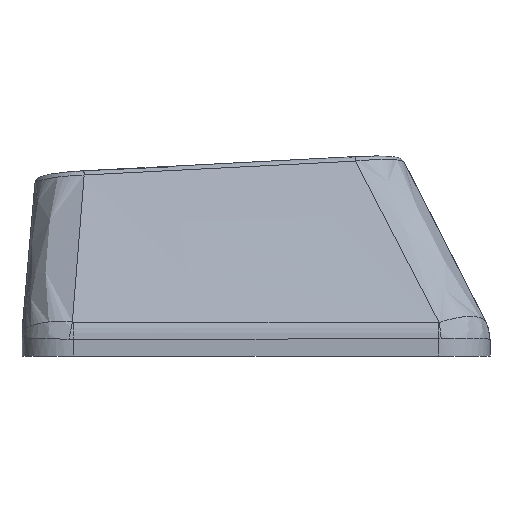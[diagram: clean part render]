
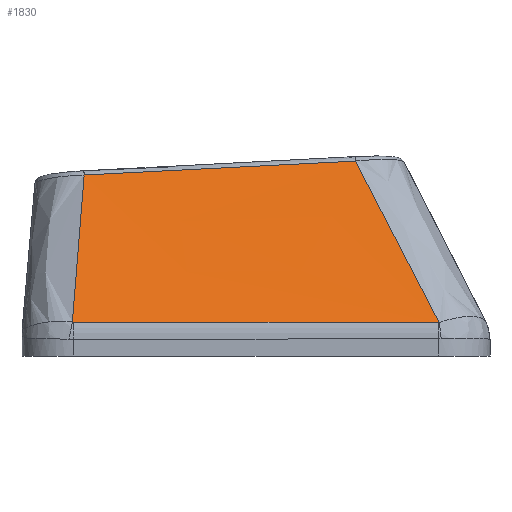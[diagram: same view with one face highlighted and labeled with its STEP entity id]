
A CAD part, left-side view. The second image highlights one B-rep face of the part: STEP entity #1830.
In plain terms, the highlighted free-form (B-spline) face has degree [3, 3] with [4, 4] control points.
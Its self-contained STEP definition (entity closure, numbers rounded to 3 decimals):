
#109=B_SPLINE_SURFACE_WITH_KNOTS('',3,3,((#4187,#4188,#4189,#4190),(#4191,
#4192,#4193,#4194),(#4195,#4196,#4197,#4198),(#4199,#4200,#4201,#4202)),
 .UNSPECIFIED.,.F.,.F.,.F.,(4,4),(4,4),(0.107,0.899),
(0.028,0.956),.UNSPECIFIED.);
#186=FACE_OUTER_BOUND('',#280,.T.);
#280=EDGE_LOOP('',(#1541,#1542,#1543,#1544,#1545,#1546));
#572=B_SPLINE_CURVE_WITH_KNOTS('',3,(#3607,#3608,#3609,#3610),
 .UNSPECIFIED.,.F.,.F.,(4,4),(0.,0.003),
 .UNSPECIFIED.);
#573=B_SPLINE_CURVE_WITH_KNOTS('',3,(#3628,#3629,#3630,#3631),
 .UNSPECIFIED.,.F.,.F.,(4,4),(-1.416,0.),.UNSPECIFIED.);
#576=B_SPLINE_CURVE_WITH_KNOTS('',3,(#3661,#3662,#3663,#3664),
 .UNSPECIFIED.,.F.,.F.,(4,4),(0.,0.004),.UNSPECIFIED.);
#587=B_SPLINE_CURVE_WITH_KNOTS('',3,(#3891,#3892,#3893,#3894),
 .UNSPECIFIED.,.F.,.F.,(4,4),(0.023,0.785),
 .UNSPECIFIED.);
#595=B_SPLINE_CURVE_WITH_KNOTS('',3,(#4121,#4122,#4123,#4124),
 .UNSPECIFIED.,.F.,.F.,(4,4),(0.,1.055),.UNSPECIFIED.);
#598=B_SPLINE_CURVE_WITH_KNOTS('',3,(#4203,#4204,#4205,#4206),
 .UNSPECIFIED.,.F.,.F.,(4,4),(-0.661,-0.021),
 .UNSPECIFIED.);
#782=VERTEX_POINT('',#3569);
#784=VERTEX_POINT('',#3600);
#786=VERTEX_POINT('',#3627);
#788=VERTEX_POINT('',#3654);
#804=VERTEX_POINT('',#3885);
#809=VERTEX_POINT('',#4119);
#1023=EDGE_CURVE('',#782,#784,#572,.T.);
#1024=EDGE_CURVE('',#784,#786,#573,.T.);
#1029=EDGE_CURVE('',#786,#788,#576,.T.);
#1055=EDGE_CURVE('',#804,#782,#587,.T.);
#1070=EDGE_CURVE('',#809,#804,#595,.T.);
#1074=EDGE_CURVE('',#788,#809,#598,.T.);
#1541=ORIENTED_EDGE('',*,*,#1023,.F.);
#1542=ORIENTED_EDGE('',*,*,#1055,.F.);
#1543=ORIENTED_EDGE('',*,*,#1070,.F.);
#1544=ORIENTED_EDGE('',*,*,#1074,.F.);
#1545=ORIENTED_EDGE('',*,*,#1029,.F.);
#1546=ORIENTED_EDGE('',*,*,#1024,.F.);
#1830=ADVANCED_FACE('',(#186),#109,.F.);
#3569=CARTESIAN_POINT('',(-13.706,-7.107,0.299));
#3600=CARTESIAN_POINT('',(-13.706,-7.079,0.298));
#3607=CARTESIAN_POINT('Ctrl Pts',(-13.706,-7.107,0.299));
#3608=CARTESIAN_POINT('Ctrl Pts',(-13.706,-7.098,0.298));
#3609=CARTESIAN_POINT('Ctrl Pts',(-13.706,-7.088,0.298));
#3610=CARTESIAN_POINT('Ctrl Pts',(-13.706,-7.079,0.298));
#3627=CARTESIAN_POINT('',(-13.683,7.082,0.318));
#3628=CARTESIAN_POINT('Ctrl Pts',(-13.706,-7.079,0.298));
#3629=CARTESIAN_POINT('Ctrl Pts',(-13.699,-2.359,0.304));
#3630=CARTESIAN_POINT('Ctrl Pts',(-13.692,2.361,0.311));
#3631=CARTESIAN_POINT('Ctrl Pts',(-13.683,7.082,0.318));
#3654=CARTESIAN_POINT('',(-13.681,7.125,0.322));
#3661=CARTESIAN_POINT('Ctrl Pts',(-13.683,7.082,0.318));
#3662=CARTESIAN_POINT('Ctrl Pts',(-13.683,7.096,0.318));
#3663=CARTESIAN_POINT('Ctrl Pts',(-13.683,7.111,0.319));
#3664=CARTESIAN_POINT('Ctrl Pts',(-13.681,7.125,0.322));
#3885=CARTESIAN_POINT('',(-10.82,-3.863,6.565));
#3891=CARTESIAN_POINT('Ctrl Pts',(-10.82,-3.863,6.565));
#3892=CARTESIAN_POINT('Ctrl Pts',(-11.785,-4.947,4.478));
#3893=CARTESIAN_POINT('Ctrl Pts',(-12.746,-6.028,2.389));
#3894=CARTESIAN_POINT('Ctrl Pts',(-13.706,-7.107,0.299));
#4119=CARTESIAN_POINT('',(-10.824,6.669,6.025));
#4121=CARTESIAN_POINT('Ctrl Pts',(-10.824,6.669,6.025));
#4122=CARTESIAN_POINT('Ctrl Pts',(-10.823,3.158,6.204));
#4123=CARTESIAN_POINT('Ctrl Pts',(-10.821,-0.353,6.384));
#4124=CARTESIAN_POINT('Ctrl Pts',(-10.82,-3.863,6.565));
#4187=CARTESIAN_POINT('Ctrl Pts',(-10.82,7.032,6.014));
#4188=CARTESIAN_POINT('Ctrl Pts',(-11.782,7.063,4.1));
#4189=CARTESIAN_POINT('Ctrl Pts',(-12.744,7.095,2.186));
#4190=CARTESIAN_POINT('Ctrl Pts',(-13.706,7.126,0.272));
#4191=CARTESIAN_POINT('Ctrl Pts',(-10.82,3.273,6.204));
#4192=CARTESIAN_POINT('Ctrl Pts',(-11.782,2.976,4.23));
#4193=CARTESIAN_POINT('Ctrl Pts',(-12.744,2.679,2.255));
#4194=CARTESIAN_POINT('Ctrl Pts',(-13.706,2.382,0.28));
#4195=CARTESIAN_POINT('Ctrl Pts',(-10.82,-0.485,
6.394));
#4196=CARTESIAN_POINT('Ctrl Pts',(-11.782,-1.111,4.359));
#4197=CARTESIAN_POINT('Ctrl Pts',(-12.744,-1.737,2.324));
#4198=CARTESIAN_POINT('Ctrl Pts',(-13.706,-2.363,0.289));
#4199=CARTESIAN_POINT('Ctrl Pts',(-10.82,-4.243,6.584));
#4200=CARTESIAN_POINT('Ctrl Pts',(-11.782,-5.198,4.488));
#4201=CARTESIAN_POINT('Ctrl Pts',(-12.744,-6.152,2.393));
#4202=CARTESIAN_POINT('Ctrl Pts',(-13.706,-7.107,0.298));
#4203=CARTESIAN_POINT('Ctrl Pts',(-13.681,7.125,0.322));
#4204=CARTESIAN_POINT('Ctrl Pts',(-12.726,6.97,2.222));
#4205=CARTESIAN_POINT('Ctrl Pts',(-11.773,6.818,4.123));
#4206=CARTESIAN_POINT('Ctrl Pts',(-10.824,6.669,6.025));
